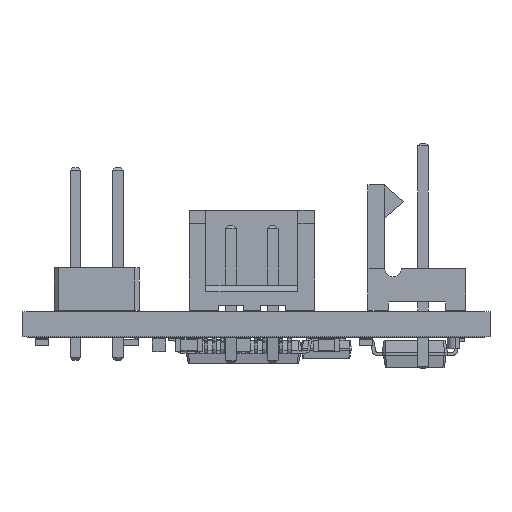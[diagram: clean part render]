
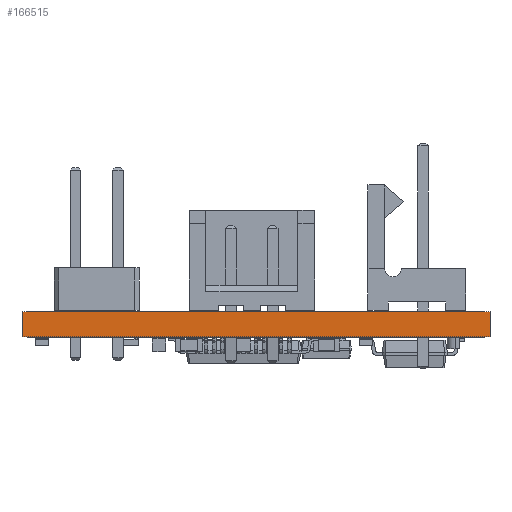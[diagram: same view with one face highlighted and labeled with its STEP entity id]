
A CAD part, front view. The second image highlights one B-rep face of the part: STEP entity #166515.
In plain terms, the highlighted planar face has unit normal (0, -1, 0).
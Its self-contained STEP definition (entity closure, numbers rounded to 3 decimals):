
#166515 = ADVANCED_FACE('',(#166516),#166550,.T.);
#166516 = FACE_BOUND('',#166517,.T.);
#166517 = EDGE_LOOP('',(#166518,#166528,#166536,#166544));
#166518 = ORIENTED_EDGE('',*,*,#166519,.T.);
#166519 = EDGE_CURVE('',#166520,#166522,#166524,.T.);
#166520 = VERTEX_POINT('',#166521);
#166521 = CARTESIAN_POINT('',(14.,-14.,0.));
#166522 = VERTEX_POINT('',#166523);
#166523 = CARTESIAN_POINT('',(14.,-14.,1.51));
#166524 = LINE('',#166525,#166526);
#166525 = CARTESIAN_POINT('',(14.,-14.,0.));
#166526 = VECTOR('',#166527,1.);
#166527 = DIRECTION('',(0.,0.,1.));
#166528 = ORIENTED_EDGE('',*,*,#166529,.T.);
#166529 = EDGE_CURVE('',#166522,#166530,#166532,.T.);
#166530 = VERTEX_POINT('',#166531);
#166531 = CARTESIAN_POINT('',(-14.,-14.,1.51));
#166532 = LINE('',#166533,#166534);
#166533 = CARTESIAN_POINT('',(14.,-14.,1.51));
#166534 = VECTOR('',#166535,1.);
#166535 = DIRECTION('',(-1.,0.,0.));
#166536 = ORIENTED_EDGE('',*,*,#166537,.F.);
#166537 = EDGE_CURVE('',#166538,#166530,#166540,.T.);
#166538 = VERTEX_POINT('',#166539);
#166539 = CARTESIAN_POINT('',(-14.,-14.,0.));
#166540 = LINE('',#166541,#166542);
#166541 = CARTESIAN_POINT('',(-14.,-14.,0.));
#166542 = VECTOR('',#166543,1.);
#166543 = DIRECTION('',(0.,0.,1.));
#166544 = ORIENTED_EDGE('',*,*,#166545,.F.);
#166545 = EDGE_CURVE('',#166520,#166538,#166546,.T.);
#166546 = LINE('',#166547,#166548);
#166547 = CARTESIAN_POINT('',(14.,-14.,0.));
#166548 = VECTOR('',#166549,1.);
#166549 = DIRECTION('',(-1.,0.,0.));
#166550 = PLANE('',#166551);
#166551 = AXIS2_PLACEMENT_3D('',#166552,#166553,#166554);
#166552 = CARTESIAN_POINT('',(14.,-14.,0.));
#166553 = DIRECTION('',(0.,-1.,0.));
#166554 = DIRECTION('',(-1.,0.,0.));
